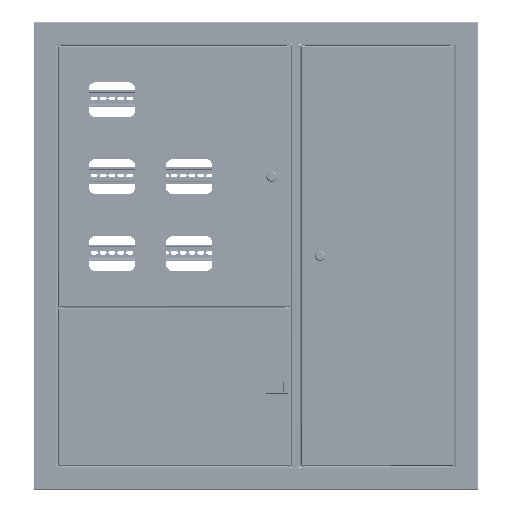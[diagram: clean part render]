
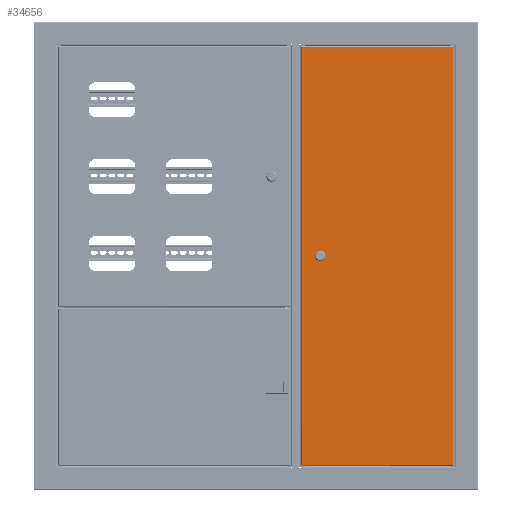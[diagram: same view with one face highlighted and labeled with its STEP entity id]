
A CAD part, top view. The second image highlights one B-rep face of the part: STEP entity #34656.
In plain terms, the highlighted planar face has unit normal (0, 0, 1).
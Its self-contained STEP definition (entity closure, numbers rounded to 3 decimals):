
#527 = EDGE_CURVE ( 'NONE', #2698, #45233, #40931, .T. ) ;
#1158 = VERTEX_POINT ( 'NONE', #31240 ) ;
#1353 = ORIENTED_EDGE ( 'NONE', *, *, #65142, .T. ) ;
#1369 = EDGE_CURVE ( 'NONE', #48229, #8882, #64053, .T. ) ;
#2698 = VERTEX_POINT ( 'NONE', #17378 ) ;
#4034 = DIRECTION ( 'NONE',  ( 1., 0., 0. ) ) ;
#5814 = ORIENTED_EDGE ( 'NONE', *, *, #68128, .F. ) ;
#6266 = EDGE_CURVE ( 'NONE', #1158, #32322, #28483, .T. ) ;
#7127 = CARTESIAN_POINT ( 'NONE',  ( 894.7, 0., 0. ) ) ;
#8294 = VECTOR ( 'NONE', #21346, 1000. ) ;
#8479 = ORIENTED_EDGE ( 'NONE', *, *, #78307, .F. ) ;
#8882 = VERTEX_POINT ( 'NONE', #60214 ) ;
#9279 = CARTESIAN_POINT ( 'NONE',  ( 894.993, 324., 0. ) ) ;
#11094 = CARTESIAN_POINT ( 'NONE',  ( 444.551, 31.5, 0. ) ) ;
#13879 = ORIENTED_EDGE ( 'NONE', *, *, #26938, .F. ) ;
#15625 = DIRECTION ( 'NONE',  ( 0., -1., 0. ) ) ;
#17378 = CARTESIAN_POINT ( 'NONE',  ( 451.849, 48.5, 0. ) ) ;
#20057 = AXIS2_PLACEMENT_3D ( 'NONE', #77947, #60036, #47573 ) ;
#20617 = DIRECTION ( 'NONE',  ( 1., 0., 0. ) ) ;
#21346 = DIRECTION ( 'NONE',  ( 1., 0., 0. ) ) ;
#21431 = CIRCLE ( 'NONE', #20057, 9.25 ) ;
#22174 = LINE ( 'NONE', #53356, #8294 ) ;
#22866 = VERTEX_POINT ( 'NONE', #77713 ) ;
#23244 = CARTESIAN_POINT ( 'NONE',  ( 0., 325.7, 0. ) ) ;
#25099 = CIRCLE ( 'NONE', #80889, 9.25 ) ;
#26175 = VECTOR ( 'NONE', #80018, 1000. ) ;
#26232 = DIRECTION ( 'NONE',  ( 0., 1., 0. ) ) ;
#26848 = CARTESIAN_POINT ( 'NONE',  ( 448.2, 40., 0. ) ) ;
#26938 = EDGE_CURVE ( 'NONE', #38921, #22866, #64722, .T. ) ;
#28483 = LINE ( 'NONE', #72143, #38746 ) ;
#28682 = DIRECTION ( 'NONE',  ( 0., 0., -1. ) ) ;
#30341 = DIRECTION ( 'NONE',  ( 1., 0., 0. ) ) ;
#31240 = CARTESIAN_POINT ( 'NONE',  ( 1.7, 324., 0. ) ) ;
#32322 = VERTEX_POINT ( 'NONE', #63610 ) ;
#33516 = CARTESIAN_POINT ( 'NONE',  ( 451.849, 31.5, 0. ) ) ;
#34656 = ADVANCED_FACE ( 'NONE', ( #73978, #60685 ), #80210, .F. ) ;
#35706 = DIRECTION ( 'NONE',  ( -1., 0., 0. ) ) ;
#38746 = VECTOR ( 'NONE', #15625, 1000. ) ;
#38921 = VERTEX_POINT ( 'NONE', #11094 ) ;
#40931 = LINE ( 'NONE', #54261, #26175 ) ;
#41106 = EDGE_LOOP ( 'NONE', ( #60930, #62902, #1353, #46992 ) ) ;
#42049 = LINE ( 'NONE', #9279, #80793 ) ;
#44429 = VECTOR ( 'NONE', #4034, 1000. ) ;
#45233 = VERTEX_POINT ( 'NONE', #70739 ) ;
#46060 = CARTESIAN_POINT ( 'NONE',  ( 894.7, 1.7, 0. ) ) ;
#46992 = ORIENTED_EDGE ( 'NONE', *, *, #6266, .T. ) ;
#47573 = DIRECTION ( 'NONE',  ( 1., 0., 0. ) ) ;
#48229 = VERTEX_POINT ( 'NONE', #46060 ) ;
#49064 = CARTESIAN_POINT ( 'NONE',  ( 457.45, 40., 0. ) ) ;
#49395 = EDGE_CURVE ( 'NONE', #75146, #2698, #50102, .T. ) ;
#50102 = CIRCLE ( 'NONE', #75321, 9.25 ) ;
#50678 = CARTESIAN_POINT ( 'NONE',  ( 448.2, 40., 0. ) ) ;
#51096 = DIRECTION ( 'NONE',  ( 0., 0., 1. ) ) ;
#53356 = CARTESIAN_POINT ( 'NONE',  ( 1.7, 1.7, 0. ) ) ;
#53905 = AXIS2_PLACEMENT_3D ( 'NONE', #23244, #28682, #35706 ) ;
#54261 = CARTESIAN_POINT ( 'NONE',  ( 451.849, 48.5, 0. ) ) ;
#56455 = EDGE_CURVE ( 'NONE', #32322, #48229, #22174, .T. ) ;
#56906 = ORIENTED_EDGE ( 'NONE', *, *, #527, .F. ) ;
#58521 = EDGE_LOOP ( 'NONE', ( #56906, #80099, #5814, #13879, #8479 ) ) ;
#58854 = DIRECTION ( 'NONE',  ( 0., 0., 1. ) ) ;
#60036 = DIRECTION ( 'NONE',  ( 0., 0., 1. ) ) ;
#60214 = CARTESIAN_POINT ( 'NONE',  ( 894.7, 324., 0. ) ) ;
#60685 = FACE_OUTER_BOUND ( 'NONE', #41106, .T. ) ;
#60930 = ORIENTED_EDGE ( 'NONE', *, *, #56455, .T. ) ;
#62902 = ORIENTED_EDGE ( 'NONE', *, *, #1369, .T. ) ;
#63610 = CARTESIAN_POINT ( 'NONE',  ( 1.7, 1.7, 0. ) ) ;
#64053 = LINE ( 'NONE', #7127, #78128 ) ;
#64722 = LINE ( 'NONE', #33516, #44429 ) ;
#65142 = EDGE_CURVE ( 'NONE', #8882, #1158, #42049, .T. ) ;
#68128 = EDGE_CURVE ( 'NONE', #22866, #75146, #21431, .T. ) ;
#70739 = CARTESIAN_POINT ( 'NONE',  ( 444.551, 48.5, 0. ) ) ;
#72143 = CARTESIAN_POINT ( 'NONE',  ( 1.7, 324.293, 0. ) ) ;
#73263 = DIRECTION ( 'NONE',  ( -1., 0., 0. ) ) ;
#73978 = FACE_BOUND ( 'NONE', #58521, .T. ) ;
#75146 = VERTEX_POINT ( 'NONE', #49064 ) ;
#75321 = AXIS2_PLACEMENT_3D ( 'NONE', #26848, #58854, #20617 ) ;
#77713 = CARTESIAN_POINT ( 'NONE',  ( 451.849, 31.5, 0. ) ) ;
#77947 = CARTESIAN_POINT ( 'NONE',  ( 448.2, 40., 0. ) ) ;
#78128 = VECTOR ( 'NONE', #26232, 1000. ) ;
#78307 = EDGE_CURVE ( 'NONE', #45233, #38921, #25099, .T. ) ;
#80018 = DIRECTION ( 'NONE',  ( -1., 0., 0. ) ) ;
#80099 = ORIENTED_EDGE ( 'NONE', *, *, #49395, .F. ) ;
#80210 = PLANE ( 'NONE',  #53905 ) ;
#80793 = VECTOR ( 'NONE', #73263, 1000. ) ;
#80889 = AXIS2_PLACEMENT_3D ( 'NONE', #50678, #51096, #30341 ) ;
